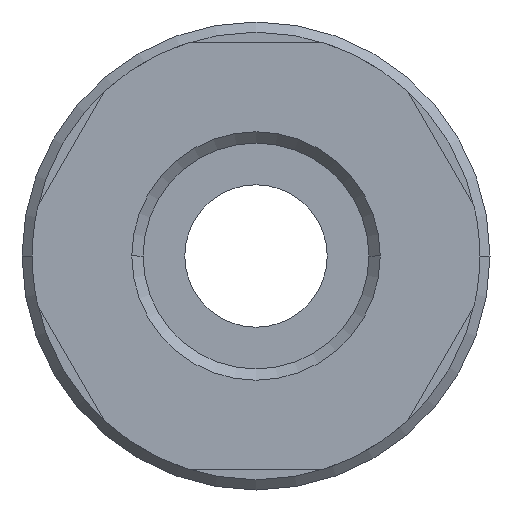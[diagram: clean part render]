
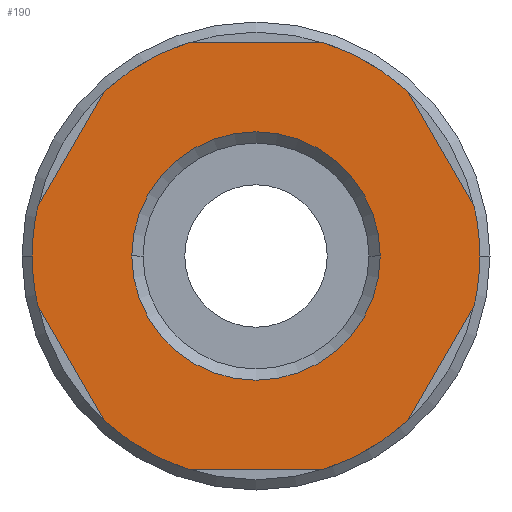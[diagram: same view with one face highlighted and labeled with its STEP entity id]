
A CAD part, front view. The second image highlights one B-rep face of the part: STEP entity #190.
In plain terms, the highlighted planar face has unit normal (0, -1, 0).
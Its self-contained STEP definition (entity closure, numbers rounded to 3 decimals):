
#190=ADVANCED_FACE('',(#449,#450),#451,.T.);
#449=FACE_BOUND('',#776,.T.);
#450=FACE_OUTER_BOUND('',#777,.T.);
#451=PLANE('',#778);
#776=EDGE_LOOP('',(#1265,#1266));
#777=EDGE_LOOP('',(#1267,#1268,#1269,#1270,#1271,#1272,#1273,#1274,#1275,#1276,#1277,#1278,#1279,#1280));
#778=AXIS2_PLACEMENT_3D('',#1281,#1282,#1283);
#1265=ORIENTED_EDGE('',*,*,#1993,.T.);
#1266=ORIENTED_EDGE('',*,*,#1994,.T.);
#1267=ORIENTED_EDGE('',*,*,#1995,.T.);
#1268=ORIENTED_EDGE('',*,*,#1918,.F.);
#1269=ORIENTED_EDGE('',*,*,#1996,.T.);
#1270=ORIENTED_EDGE('',*,*,#1997,.F.);
#1271=ORIENTED_EDGE('',*,*,#1940,.T.);
#1272=ORIENTED_EDGE('',*,*,#1998,.F.);
#1273=ORIENTED_EDGE('',*,*,#1999,.F.);
#1274=ORIENTED_EDGE('',*,*,#2000,.T.);
#1275=ORIENTED_EDGE('',*,*,#1945,.F.);
#1276=ORIENTED_EDGE('',*,*,#2001,.T.);
#1277=ORIENTED_EDGE('',*,*,#2002,.F.);
#1278=ORIENTED_EDGE('',*,*,#2003,.T.);
#1279=ORIENTED_EDGE('',*,*,#2004,.F.);
#1280=ORIENTED_EDGE('',*,*,#2005,.F.);
#1281=CARTESIAN_POINT('',(5.5,0.0,0.0));
#1282=DIRECTION('',(-0.0,-1.0,-0.0));
#1283=DIRECTION('',(-1.0,0.0,0.0));
#1918=EDGE_CURVE('',#2291,#2286,#2293,.T.);
#1940=EDGE_CURVE('',#2331,#2329,#2332,.T.);
#1945=EDGE_CURVE('',#2337,#2335,#2339,.T.);
#1993=EDGE_CURVE('',#2409,#2410,#2411,.T.);
#1994=EDGE_CURVE('',#2410,#2409,#2412,.T.);
#1995=EDGE_CURVE('',#2413,#2286,#2414,.T.);
#1996=EDGE_CURVE('',#2291,#2415,#2416,.T.);
#1997=EDGE_CURVE('',#2331,#2415,#2417,.T.);
#1998=EDGE_CURVE('',#2418,#2329,#2419,.T.);
#1999=EDGE_CURVE('',#2420,#2418,#2421,.T.);
#2000=EDGE_CURVE('',#2420,#2335,#2422,.T.);
#2001=EDGE_CURVE('',#2337,#2423,#2424,.T.);
#2002=EDGE_CURVE('',#2425,#2423,#2426,.T.);
#2003=EDGE_CURVE('',#2425,#2427,#2428,.T.);
#2004=EDGE_CURVE('',#2429,#2427,#2430,.T.);
#2005=EDGE_CURVE('',#2413,#2429,#2431,.T.);
#2286=VERTEX_POINT('',#2768);
#2291=VERTEX_POINT('',#2774);
#2293=CIRCLE('',#2777,11.0);
#2329=VERTEX_POINT('',#2841);
#2331=VERTEX_POINT('',#2844);
#2332=LINE('',#2845,#2846);
#2335=VERTEX_POINT('',#2850);
#2337=VERTEX_POINT('',#2853);
#2339=CIRCLE('',#2856,11.0);
#2409=VERTEX_POINT('',#2976);
#2410=VERTEX_POINT('',#2977);
#2411=CIRCLE('',#2978,6.105);
#2412=CIRCLE('',#2979,6.105);
#2413=VERTEX_POINT('',#2980);
#2414=LINE('',#2981,#2982);
#2415=VERTEX_POINT('',#2983);
#2416=LINE('',#2984,#2985);
#2417=CIRCLE('',#2986,11.0);
#2418=VERTEX_POINT('',#2987);
#2419=CIRCLE('',#2988,11.0);
#2420=VERTEX_POINT('',#2989);
#2421=CIRCLE('',#2990,11.0);
#2422=LINE('',#2991,#2992);
#2423=VERTEX_POINT('',#2993);
#2424=LINE('',#2994,#2995);
#2425=VERTEX_POINT('',#2996);
#2426=CIRCLE('',#2997,11.0);
#2427=VERTEX_POINT('',#2998);
#2428=LINE('',#2999,#3000);
#2429=VERTEX_POINT('',#3001);
#2430=CIRCLE('',#3002,11.0);
#2431=CIRCLE('',#3003,11.0);
#2768=CARTESIAN_POINT('',(-7.454,0.0,-8.089));
#2774=CARTESIAN_POINT('',(-3.279,0.0,-10.5));
#2777=AXIS2_PLACEMENT_3D('',#3563,#3564,#3565);
#2841=CARTESIAN_POINT('',(10.733,0.0,-2.411));
#2844=CARTESIAN_POINT('',(7.454,0.0,-8.089));
#2845=CARTESIAN_POINT('',(9.781,0.0,-4.059));
#2846=VECTOR('',#3600,1.0);
#2850=CARTESIAN_POINT('',(7.454,0.0,8.089));
#2853=CARTESIAN_POINT('',(3.279,0.0,10.5));
#2856=AXIS2_PLACEMENT_3D('',#3604,#3605,#3606);
#2976=CARTESIAN_POINT('',(-6.105,0.0,0.));
#2977=CARTESIAN_POINT('',(6.105,0.0,0.));
#2978=AXIS2_PLACEMENT_3D('',#3666,#3667,#3668);
#2979=AXIS2_PLACEMENT_3D('',#3669,#3670,#3671);
#2980=CARTESIAN_POINT('',(-10.733,0.0,-2.411));
#2981=CARTESIAN_POINT('',(-8.406,0.0,-6.441));
#2982=VECTOR('',#3672,1.0);
#2983=CARTESIAN_POINT('',(3.279,0.0,-10.5));
#2984=CARTESIAN_POINT('',(2.75,0.0,-10.5));
#2985=VECTOR('',#3673,1.0);
#2986=AXIS2_PLACEMENT_3D('',#3674,#3675,#3676);
#2987=CARTESIAN_POINT('',(11.0,0.0,0.));
#2988=AXIS2_PLACEMENT_3D('',#3677,#3678,#3679);
#2989=CARTESIAN_POINT('',(10.733,0.0,2.411));
#2990=AXIS2_PLACEMENT_3D('',#3680,#3681,#3682);
#2991=CARTESIAN_POINT('',(9.781,0.0,4.059));
#2992=VECTOR('',#3683,1.0);
#2993=CARTESIAN_POINT('',(-3.279,0.0,10.5));
#2994=CARTESIAN_POINT('',(2.75,0.0,10.5));
#2995=VECTOR('',#3684,1.0);
#2996=CARTESIAN_POINT('',(-7.454,0.0,8.089));
#2997=AXIS2_PLACEMENT_3D('',#3685,#3686,#3687);
#2998=CARTESIAN_POINT('',(-10.733,0.0,2.411));
#2999=CARTESIAN_POINT('',(-8.406,0.0,6.441));
#3000=VECTOR('',#3688,1.0);
#3001=CARTESIAN_POINT('',(-11.0,0.0,0.));
#3002=AXIS2_PLACEMENT_3D('',#3689,#3690,#3691);
#3003=AXIS2_PLACEMENT_3D('',#3692,#3693,#3694);
#3563=CARTESIAN_POINT('',(0.0,0.0,0.0));
#3564=DIRECTION('',(-0.0,1.0,0.0));
#3565=DIRECTION('',(1.0,0.0,0.0));
#3600=DIRECTION('',(0.5,-0.0,0.866));
#3604=CARTESIAN_POINT('',(0.0,0.0,0.0));
#3605=DIRECTION('',(-0.0,1.0,0.0));
#3606=DIRECTION('',(1.0,0.0,0.0));
#3666=CARTESIAN_POINT('',(0.0,0.0,0.0));
#3667=DIRECTION('',(-0.0,1.0,0.0));
#3668=DIRECTION('',(1.0,0.0,0.0));
#3669=CARTESIAN_POINT('',(0.0,0.0,0.0));
#3670=DIRECTION('',(-0.0,1.0,0.0));
#3671=DIRECTION('',(1.0,0.0,0.0));
#3672=DIRECTION('',(0.5,0.0,-0.866));
#3673=DIRECTION('',(1.0,-0.0,0.0));
#3674=CARTESIAN_POINT('',(0.0,0.0,0.0));
#3675=DIRECTION('',(-0.0,1.0,0.0));
#3676=DIRECTION('',(1.0,0.0,0.0));
#3677=CARTESIAN_POINT('',(0.0,0.0,0.0));
#3678=DIRECTION('',(-0.0,1.0,0.0));
#3679=DIRECTION('',(1.0,0.0,0.0));
#3680=CARTESIAN_POINT('',(0.0,0.0,0.0));
#3681=DIRECTION('',(-0.0,1.0,0.0));
#3682=DIRECTION('',(1.0,0.0,0.0));
#3683=DIRECTION('',(-0.5,0.0,0.866));
#3684=DIRECTION('',(-1.0,0.0,0.));
#3685=CARTESIAN_POINT('',(0.0,0.0,0.0));
#3686=DIRECTION('',(-0.0,1.0,0.0));
#3687=DIRECTION('',(1.0,0.0,0.0));
#3688=DIRECTION('',(-0.5,0.0,-0.866));
#3689=CARTESIAN_POINT('',(0.0,0.0,0.0));
#3690=DIRECTION('',(-0.0,1.0,0.0));
#3691=DIRECTION('',(1.0,0.0,0.0));
#3692=CARTESIAN_POINT('',(0.0,0.0,0.0));
#3693=DIRECTION('',(-0.0,1.0,0.0));
#3694=DIRECTION('',(1.0,0.0,0.0));
